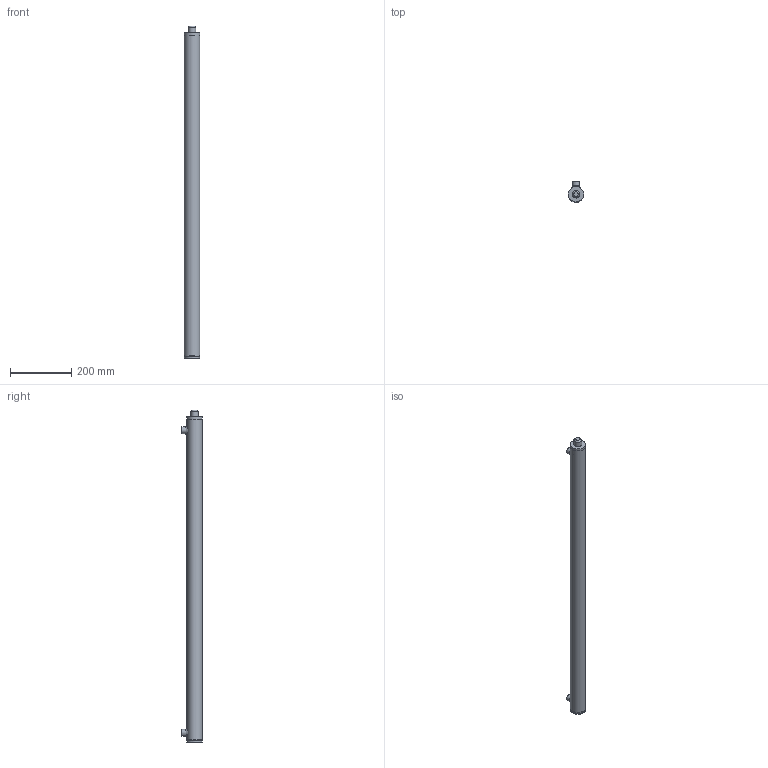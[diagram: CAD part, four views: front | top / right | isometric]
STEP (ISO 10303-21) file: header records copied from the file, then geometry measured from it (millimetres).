
FILE_DESCRIPTION(/* description */ (''),/* implementation_level */ '2;1');
FILE_NAME(/* name */ 'CY0400250950A00A00-1.stp',/* time_stamp */ '2025-12-11T13:33:40+01:00',/* author */ ('muc'),/* organization */ (''),/* preprocessor_version */ 'ST-DEVELOPER v20',/* originating_system */ 'Autodesk Inventor 2022',/* authorisation */ '');
FILE_SCHEMA (('AUTOMOTIVE_DESIGN { 1 0 10303 214 3 1 1 }'));
Length unit declared in the file: millimetre
Products named in the file (9): CY0400250950A00A00-1; CY0400250950A00A00-1_1; Rør; Stok; NBF000040050; NBP000040015; NBDAA0001415 M12x1,5; NBT005004025; NBBORSG 1-4
Assembly tree (9 placements, depth 2):
  CY0400250950A00A00-1
    CY0400250950A00A00-1_1
    Rør
    Stok
    NBF000040050
    NBP000040015
    NBDAA0001415 M12x1,5
    NBT005004025
    NBBORSG 1-4  x2
Bounding box: 50 x 66 x 1080 mm (x, y, z)
Volume: 1342512.1 mm3; surface area: 416613 mm2
Topology: 11 solids, 11 shells, 115 faces, 248 edges, 153 vertices
Faces by surface type: plane 42, cylinder 34, cone 19, bspline 14, torus 6
Full cylindrical faces by diameter (mm): 5 x2, 11.445 x2, 12.376 x1, 14 x1, 15 x2, 22 x5, 25 x2, 30 x1, 35 x3, 40 x7, 42 x1, 44 x1, 50 x4
Entity records: 4438 total; most frequent: CARTESIAN_POINT 1738, DIRECTION 523, ORIENTED_EDGE 450, EDGE_CURVE 225, AXIS2_PLACEMENT_3D 219, VERTEX_POINT 146, EDGE_LOOP 139, FACE_OUTER_BOUND 109
